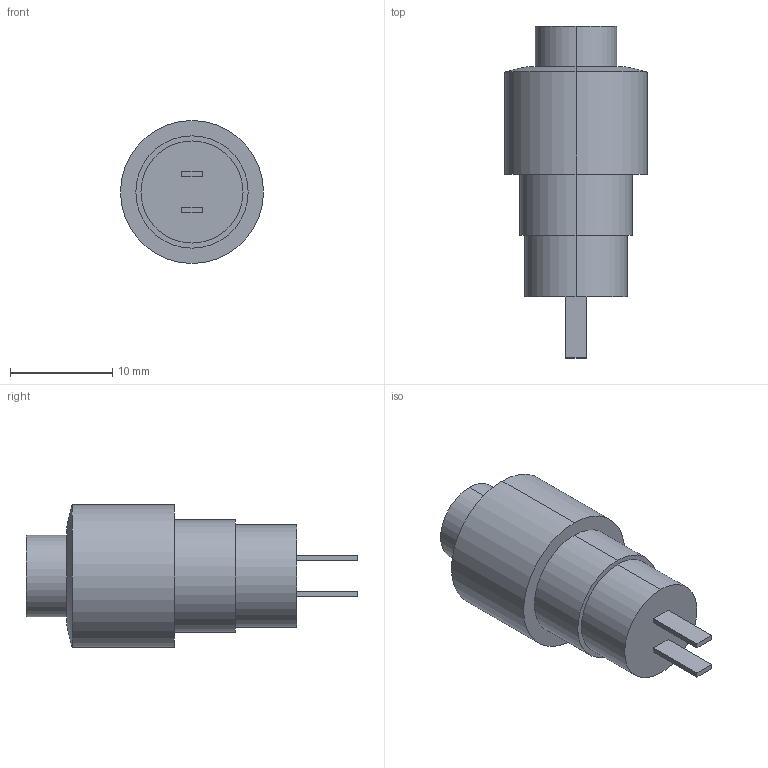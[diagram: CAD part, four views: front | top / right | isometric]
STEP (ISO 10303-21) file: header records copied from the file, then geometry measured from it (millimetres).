
FILE_DESCRIPTION (( 'STEP AP214' ), '1' );
FILE_NAME ('startbutton.STEP', '2021-02-01T16:24:02', ( '' ), ( '' ), 'SwSTEP 2.0', 'SolidWorks 2017', '' );
FILE_SCHEMA (( 'AUTOMOTIVE_DESIGN' ));
Length unit declared in the file: millimetre
Products named in the file (1): startbutton
Bounding box: 14 x 32.5 x 14 mm (x, y, z)
Volume: 2850 mm3; surface area: 1306.3 mm2
Topology: 1 solids, 1 shells, 25 faces, 52 edges, 34 vertices
Faces by surface type: plane 15, cylinder 8, cone 2
Entity records: 977 total; most frequent: DIRECTION 122, CARTESIAN_POINT 112, ORIENTED_EDGE 104, EDGE_CURVE 52, AXIS2_PLACEMENT_3D 44, LINE 34, VERTEX_POINT 34, VECTOR 34
